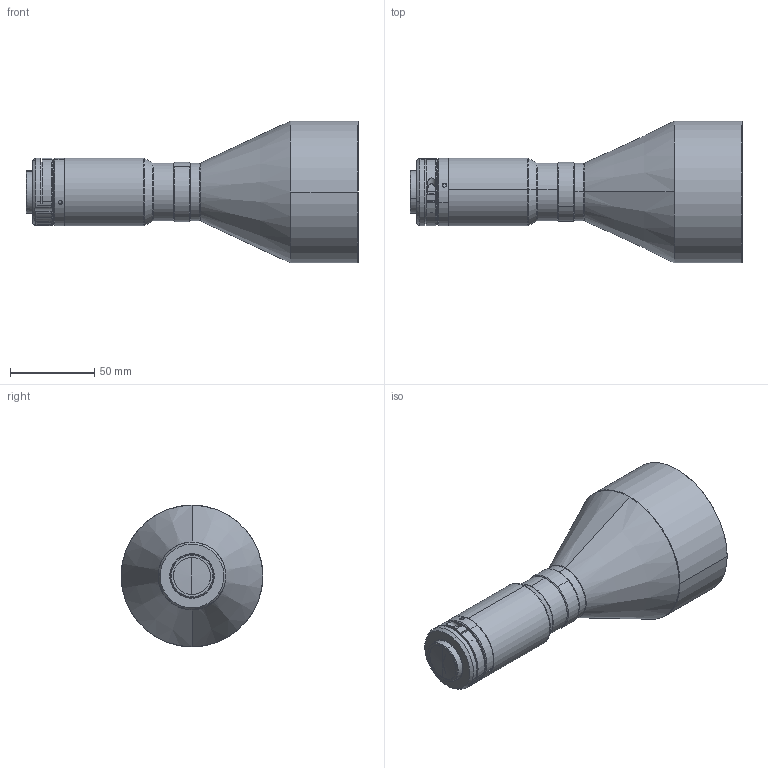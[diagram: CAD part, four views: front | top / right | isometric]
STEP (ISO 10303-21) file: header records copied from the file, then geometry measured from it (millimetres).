
FILE_DESCRIPTION (( 'STEP AP203' ), '1' );
FILE_NAME ('WWK012-330-120-AL.STEP', '2019-09-06T07:41:35', ( '' ), ( '' ), 'SwSTEP 2.0', 'SolidWorks 2017', '' );
FILE_SCHEMA (( 'CONFIG_CONTROL_DESIGN' ));
Length unit declared in the file: millimetre
Products named in the file (1): WWK012-330-120-AL
Bounding box: 196.51 x 84 x 84 mm (x, y, z)
Volume: 487737.3 mm3; surface area: 41878.6 mm2
Topology: 1 solids, 1 shells, 137 faces, 349 edges, 218 vertices
Faces by surface type: cylinder 63, cone 47, plane 19, bspline 8
Entity records: 4744 total; most frequent: CARTESIAN_POINT 1483, ORIENTED_EDGE 686, DIRECTION 651, EDGE_CURVE 343, AXIS2_PLACEMENT_3D 268, VERTEX_POINT 218, EDGE_LOOP 149, CIRCLE 138
